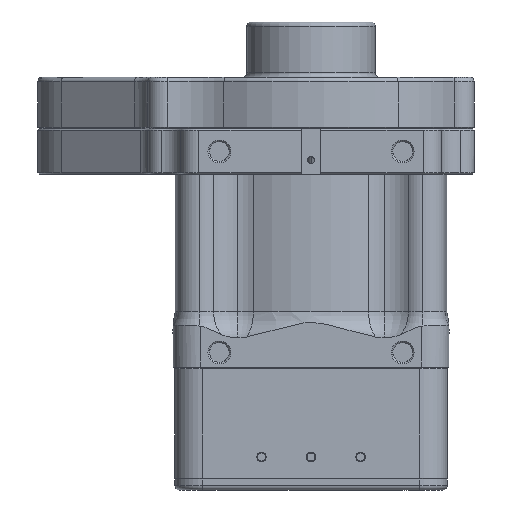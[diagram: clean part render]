
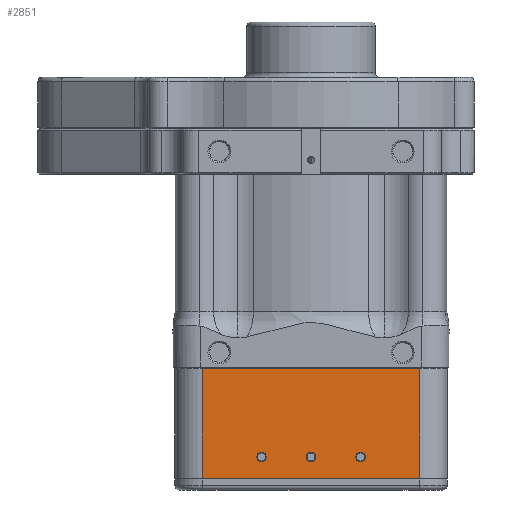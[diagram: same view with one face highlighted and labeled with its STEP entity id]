
A CAD part, left-side view. The second image highlights one B-rep face of the part: STEP entity #2851.
In plain terms, the highlighted face is planar.
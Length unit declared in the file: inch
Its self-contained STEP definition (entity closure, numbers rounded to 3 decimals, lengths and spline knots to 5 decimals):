
#522 = CARTESIAN_POINT ( 'NONE',  ( 0.675, 0.715, 1.855 ) ) ;
#629 = AXIS2_PLACEMENT_3D ( 'NONE', #24405, #20548, #3788 ) ;
#733 = EDGE_CURVE ( 'NONE', #44905, #22663, #22352, .T. ) ;
#976 = LINE ( 'NONE', #35241, #40207 ) ;
#1212 = DIRECTION ( 'NONE',  ( -1., 0., 0. ) ) ;
#1299 = DIRECTION ( 'NONE',  ( -1., 0., 0. ) ) ;
#1461 = FACE_OUTER_BOUND ( 'NONE', #25743, .T. ) ;
#1527 = CARTESIAN_POINT ( 'NONE',  ( 0.74, 0.715, 1.855 ) ) ;
#1851 = VERTEX_POINT ( 'NONE', #2690 ) ;
#2690 = CARTESIAN_POINT ( 'NONE',  ( -1.48, 0.425, 1.855 ) ) ;
#2851 = ADVANCED_FACE ( 'NONE', ( #44281, #22067, #43434, #1461 ), #12102, .F. ) ;
#3767 = DIRECTION ( 'NONE',  ( 1., 0., 0. ) ) ;
#3788 = DIRECTION ( 'NONE',  ( -1., 0., 0. ) ) ;
#3975 = CARTESIAN_POINT ( 'NONE',  ( 1.48, 1.92, 1.855 ) ) ;
#4406 = VERTEX_POINT ( 'NONE', #25648 ) ;
#5018 = ORIENTED_EDGE ( 'NONE', *, *, #9344, .T. ) ;
#5399 = CARTESIAN_POINT ( 'NONE',  ( -1.48, 1.92, 1.855 ) ) ;
#5502 = ORIENTED_EDGE ( 'NONE', *, *, #8179, .T. ) ;
#6670 = CARTESIAN_POINT ( 'NONE',  ( 0., 0.715, 1.855 ) ) ;
#7070 = VERTEX_POINT ( 'NONE', #27034 ) ;
#7230 = AXIS2_PLACEMENT_3D ( 'NONE', #26250, #40123, #9033 ) ;
#7584 = CARTESIAN_POINT ( 'NONE',  ( 1.48, 0.425, 1.855 ) ) ;
#7861 = EDGE_CURVE ( 'NONE', #13160, #1851, #37305, .T. ) ;
#8179 = EDGE_CURVE ( 'NONE', #7070, #28550, #41106, .T. ) ;
#8928 = DIRECTION ( 'NONE',  ( -1., 0., 0. ) ) ;
#9033 = DIRECTION ( 'NONE',  ( -1., 0., 0. ) ) ;
#9123 = AXIS2_PLACEMENT_3D ( 'NONE', #6670, #34348, #30260 ) ;
#9344 = EDGE_CURVE ( 'NONE', #40027, #29253, #18526, .T. ) ;
#9842 = VECTOR ( 'NONE', #39427, 39.37008 ) ;
#11267 = DIRECTION ( 'NONE',  ( 0., 0., -1. ) ) ;
#11733 = EDGE_LOOP ( 'NONE', ( #26796, #5502 ) ) ;
#12102 = PLANE ( 'NONE',  #42373 ) ;
#12328 = DIRECTION ( 'NONE',  ( 0., 0., -1. ) ) ;
#13160 = VERTEX_POINT ( 'NONE', #5399 ) ;
#13201 = ORIENTED_EDGE ( 'NONE', *, *, #26297, .T. ) ;
#13514 = AXIS2_PLACEMENT_3D ( 'NONE', #522, #14084, #21138 ) ;
#13611 = EDGE_CURVE ( 'NONE', #1851, #22663, #14140, .T. ) ;
#14084 = DIRECTION ( 'NONE',  ( 0., 0., -1. ) ) ;
#14140 = LINE ( 'NONE', #14363, #33229 ) ;
#14363 = CARTESIAN_POINT ( 'NONE',  ( 1.48, 0.425, 1.855 ) ) ;
#16254 = EDGE_CURVE ( 'NONE', #4406, #27040, #28853, .T. ) ;
#17606 = VECTOR ( 'NONE', #32351, 39.37008 ) ;
#17894 = CARTESIAN_POINT ( 'NONE',  ( 0.065, 0.715, 1.855 ) ) ;
#18526 = CIRCLE ( 'NONE', #9123, 0.065 ) ;
#18806 = CIRCLE ( 'NONE', #7230, 0.065 ) ;
#19652 = AXIS2_PLACEMENT_3D ( 'NONE', #21995, #32217, #35851 ) ;
#20548 = DIRECTION ( 'NONE',  ( 0., 0., -1. ) ) ;
#21138 = DIRECTION ( 'NONE',  ( -1., 0., 0. ) ) ;
#21995 = CARTESIAN_POINT ( 'NONE',  ( -0.675, 0.715, 1.855 ) ) ;
#22067 = FACE_BOUND ( 'NONE', #38979, .T. ) ;
#22352 = LINE ( 'NONE', #36213, #17606 ) ;
#22373 = CARTESIAN_POINT ( 'NONE',  ( 0., 0.715, 1.855 ) ) ;
#22663 = VERTEX_POINT ( 'NONE', #7584 ) ;
#22996 = CARTESIAN_POINT ( 'NONE',  ( -1.48, 2.14, 1.855 ) ) ;
#24405 = CARTESIAN_POINT ( 'NONE',  ( -0.675, 0.715, 1.855 ) ) ;
#25303 = CIRCLE ( 'NONE', #27463, 0.065 ) ;
#25639 = ORIENTED_EDGE ( 'NONE', *, *, #41744, .T. ) ;
#25648 = CARTESIAN_POINT ( 'NONE',  ( -0.74, 0.715, 1.855 ) ) ;
#25743 = EDGE_LOOP ( 'NONE', ( #33675, #42837, #40396, #13201 ) ) ;
#26250 = CARTESIAN_POINT ( 'NONE',  ( 0.675, 0.715, 1.855 ) ) ;
#26297 = EDGE_CURVE ( 'NONE', #44905, #13160, #976, .T. ) ;
#26796 = ORIENTED_EDGE ( 'NONE', *, *, #37716, .T. ) ;
#27034 = CARTESIAN_POINT ( 'NONE',  ( 0.61, 0.715, 1.855 ) ) ;
#27040 = VERTEX_POINT ( 'NONE', #32462 ) ;
#27463 = AXIS2_PLACEMENT_3D ( 'NONE', #22373, #11267, #1299 ) ;
#27657 = EDGE_LOOP ( 'NONE', ( #25639, #29806 ) ) ;
#28550 = VERTEX_POINT ( 'NONE', #1527 ) ;
#28853 = CIRCLE ( 'NONE', #629, 0.065 ) ;
#28887 = ORIENTED_EDGE ( 'NONE', *, *, #39471, .T. ) ;
#29253 = VERTEX_POINT ( 'NONE', #17894 ) ;
#29806 = ORIENTED_EDGE ( 'NONE', *, *, #16254, .T. ) ;
#30260 = DIRECTION ( 'NONE',  ( -1., 0., 0. ) ) ;
#32217 = DIRECTION ( 'NONE',  ( 0., 0., -1. ) ) ;
#32351 = DIRECTION ( 'NONE',  ( 0., -1., 0. ) ) ;
#32462 = CARTESIAN_POINT ( 'NONE',  ( -0.61, 0.715, 1.855 ) ) ;
#33229 = VECTOR ( 'NONE', #3767, 39.37008 ) ;
#33675 = ORIENTED_EDGE ( 'NONE', *, *, #7861, .T. ) ;
#34348 = DIRECTION ( 'NONE',  ( 0., 0., -1. ) ) ;
#35241 = CARTESIAN_POINT ( 'NONE',  ( -1.48, 1.92, 1.855 ) ) ;
#35851 = DIRECTION ( 'NONE',  ( -1., 0., 0. ) ) ;
#35931 = CARTESIAN_POINT ( 'NONE',  ( 1.48, 2.14, 1.855 ) ) ;
#36213 = CARTESIAN_POINT ( 'NONE',  ( 1.48, 2.14, 1.855 ) ) ;
#36978 = CARTESIAN_POINT ( 'NONE',  ( -0.065, 0.715, 1.855 ) ) ;
#37305 = LINE ( 'NONE', #22996, #9842 ) ;
#37716 = EDGE_CURVE ( 'NONE', #28550, #7070, #18806, .T. ) ;
#38979 = EDGE_LOOP ( 'NONE', ( #28887, #5018 ) ) ;
#39427 = DIRECTION ( 'NONE',  ( 0., -1., 0. ) ) ;
#39471 = EDGE_CURVE ( 'NONE', #29253, #40027, #25303, .T. ) ;
#40027 = VERTEX_POINT ( 'NONE', #36978 ) ;
#40123 = DIRECTION ( 'NONE',  ( 0., 0., -1. ) ) ;
#40207 = VECTOR ( 'NONE', #1212, 39.37008 ) ;
#40396 = ORIENTED_EDGE ( 'NONE', *, *, #733, .F. ) ;
#41106 = CIRCLE ( 'NONE', #13514, 0.065 ) ;
#41744 = EDGE_CURVE ( 'NONE', #27040, #4406, #42126, .T. ) ;
#42126 = CIRCLE ( 'NONE', #19652, 0.065 ) ;
#42373 = AXIS2_PLACEMENT_3D ( 'NONE', #35931, #12328, #8928 ) ;
#42837 = ORIENTED_EDGE ( 'NONE', *, *, #13611, .T. ) ;
#43434 = FACE_BOUND ( 'NONE', #11733, .T. ) ;
#44281 = FACE_BOUND ( 'NONE', #27657, .T. ) ;
#44905 = VERTEX_POINT ( 'NONE', #3975 ) ;
